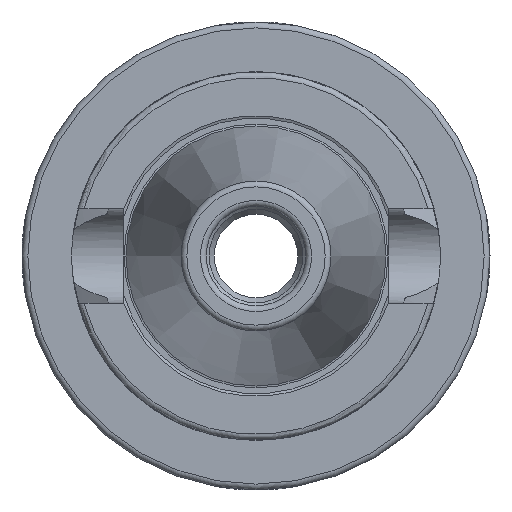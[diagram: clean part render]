
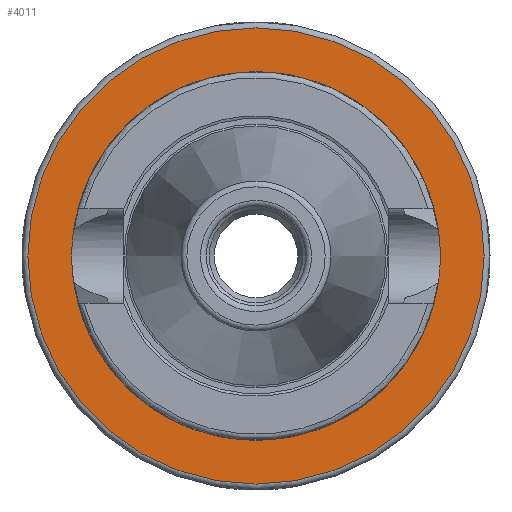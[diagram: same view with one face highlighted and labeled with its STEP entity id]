
A CAD part, left-side view. The second image highlights one B-rep face of the part: STEP entity #4011.
In plain terms, the highlighted planar face has unit normal (-1, 0, 0).
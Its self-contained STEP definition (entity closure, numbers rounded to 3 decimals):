
#3977=CARTESIAN_POINT('',(35.,31.,0.0));
#3978=VERTEX_POINT('',#3977);
#3979=CARTESIAN_POINT('',(35.,0.,0.0));
#3980=DIRECTION('',(1.0,0.0,0.0));
#3981=DIRECTION('',(0.0,1.0,0.0));
#3982=AXIS2_PLACEMENT_3D('',#3979,#3980,#3981);
#3983=CIRCLE('',#3982,31.);
#3984=EDGE_CURVE('',#3978,#3978,#3983,.T.);
#3992=CARTESIAN_POINT('',(35.,35.,0.0));
#3993=DIRECTION('',(-1.0,0.0,0.0));
#3994=DIRECTION('',(0.0,0.0,1.0));
#3995=AXIS2_PLACEMENT_3D('',#3992,#3993,#3994);
#3996=PLANE('',#3995);
#3997=CARTESIAN_POINT('',(35.,39.,0.0));
#3998=VERTEX_POINT('',#3997);
#3999=CARTESIAN_POINT('',(35.,0.,0.0));
#4000=DIRECTION('',(1.0,0.0,0.0));
#4001=DIRECTION('',(0.0,1.0,0.0));
#4002=AXIS2_PLACEMENT_3D('',#3999,#4000,#4001);
#4003=CIRCLE('',#4002,39.);
#4004=EDGE_CURVE('',#3998,#3998,#4003,.T.);
#4005=ORIENTED_EDGE('',*,*,#4004,.F.);
#4006=EDGE_LOOP('',(#4005));
#4007=FACE_OUTER_BOUND('',#4006,.T.);
#4008=ORIENTED_EDGE('',*,*,#3984,.T.);
#4009=EDGE_LOOP('',(#4008));
#4010=FACE_BOUND('',#4009,.T.);
#4011=ADVANCED_FACE('',(#4007,#4010),#3996,.T.);
